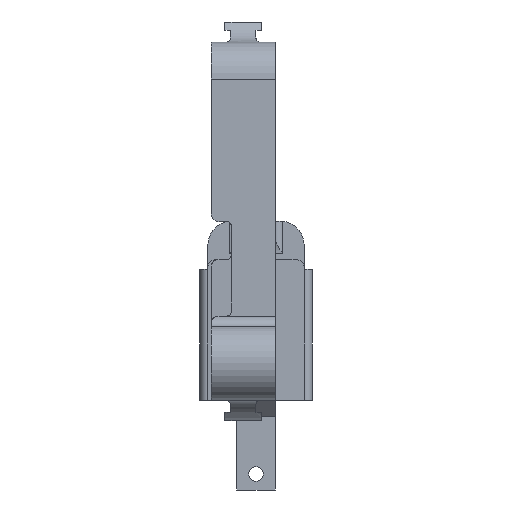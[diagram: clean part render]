
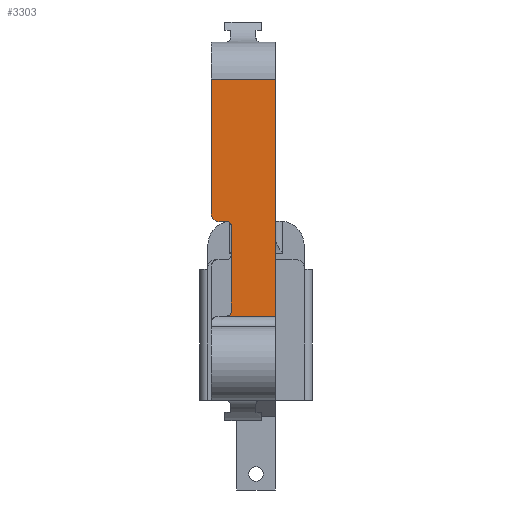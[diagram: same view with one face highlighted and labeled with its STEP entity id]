
A CAD part, left-side view. The second image highlights one B-rep face of the part: STEP entity #3303.
In plain terms, the highlighted planar face has unit normal (-1, 0, 0).
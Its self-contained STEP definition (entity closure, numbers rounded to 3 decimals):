
#169 = VERTEX_POINT ( 'NONE', #1974 ) ;
#326 = DIRECTION ( 'NONE',  ( 0., 0., 1. ) ) ;
#396 = CARTESIAN_POINT ( 'NONE',  ( -74.6, -2.4, 17.7 ) ) ;
#401 = LINE ( 'NONE', #2119, #1476 ) ;
#520 = VERTEX_POINT ( 'NONE', #6116 ) ;
#537 = CARTESIAN_POINT ( 'NONE',  ( -74.6, -2.4, 17.7 ) ) ;
#596 = AXIS2_PLACEMENT_3D ( 'NONE', #4742, #4704, #1714 ) ;
#607 = EDGE_CURVE ( 'NONE', #169, #3740, #5897, .T. ) ;
#857 = ORIENTED_EDGE ( 'NONE', *, *, #7708, .F. ) ;
#881 = DIRECTION ( 'NONE',  ( 1., 0., 0. ) ) ;
#910 = DIRECTION ( 'NONE',  ( 0., 1., 0. ) ) ;
#1181 = DIRECTION ( 'NONE',  ( 0., 0., 1. ) ) ;
#1300 = CARTESIAN_POINT ( 'NONE',  ( -74.6, 4.6, 0.95 ) ) ;
#1476 = VECTOR ( 'NONE', #7596, 1000. ) ;
#1542 = EDGE_CURVE ( 'NONE', #7486, #520, #6254, .T. ) ;
#1714 = DIRECTION ( 'NONE',  ( 0., 0., 1. ) ) ;
#1746 = CARTESIAN_POINT ( 'NONE',  ( -74.6, 5.6, 0.95 ) ) ;
#1789 = ORIENTED_EDGE ( 'NONE', *, *, #2145, .F. ) ;
#1887 = AXIS2_PLACEMENT_3D ( 'NONE', #1300, #6643, #1181 ) ;
#1974 = CARTESIAN_POINT ( 'NONE',  ( -74.6, 3.6, -0.05 ) ) ;
#2075 = DIRECTION ( 'NONE',  ( 0., 1., 0. ) ) ;
#2119 = CARTESIAN_POINT ( 'NONE',  ( -74.6, 5.6, -0.05 ) ) ;
#2143 = CARTESIAN_POINT ( 'NONE',  ( -74.6, -2.4, -11.8 ) ) ;
#2145 = EDGE_CURVE ( 'NONE', #2456, #3740, #4088, .T. ) ;
#2328 = CARTESIAN_POINT ( 'NONE',  ( -74.6, 3.6, -11.8 ) ) ;
#2456 = VERTEX_POINT ( 'NONE', #7550 ) ;
#2666 = DIRECTION ( 'NONE',  ( 0., 0., 1. ) ) ;
#2700 = DIRECTION ( 'NONE',  ( 1., 0., 0. ) ) ;
#2838 = DIRECTION ( 'NONE',  ( 0., 0., 1. ) ) ;
#2877 = AXIS2_PLACEMENT_3D ( 'NONE', #6969, #2700, #2666 ) ;
#2962 = DIRECTION ( 'NONE',  ( 0., 0., 1. ) ) ;
#2977 = FACE_OUTER_BOUND ( 'NONE', #4376, .T. ) ;
#3032 = VECTOR ( 'NONE', #910, 1000. ) ;
#3115 = EDGE_CURVE ( 'NONE', #2456, #6637, #5041, .T. ) ;
#3303 = ADVANCED_FACE ( 'NONE', ( #2977 ), #4184, .T. ) ;
#3664 = CIRCLE ( 'NONE', #1887, 1. ) ;
#3740 = VERTEX_POINT ( 'NONE', #4849 ) ;
#3892 = EDGE_CURVE ( 'NONE', #169, #4901, #401, .T. ) ;
#4088 = LINE ( 'NONE', #6515, #4388 ) ;
#4092 = LINE ( 'NONE', #7765, #5087 ) ;
#4184 = PLANE ( 'NONE',  #596 ) ;
#4376 = EDGE_LOOP ( 'NONE', ( #6389, #7644, #4463, #7308, #1789, #6314, #857, #7610, #6162 ) ) ;
#4378 = EDGE_CURVE ( 'NONE', #7486, #4901, #3664, .T. ) ;
#4388 = VECTOR ( 'NONE', #2838, 1000. ) ;
#4440 = VECTOR ( 'NONE', #2075, 1000. ) ;
#4463 = ORIENTED_EDGE ( 'NONE', *, *, #3892, .F. ) ;
#4468 = CARTESIAN_POINT ( 'NONE',  ( -74.6, 3.6, -0.55 ) ) ;
#4704 = DIRECTION ( 'NONE',  ( -1., 0., 0. ) ) ;
#4742 = CARTESIAN_POINT ( 'NONE',  ( -74.6, -2.4, -11.8 ) ) ;
#4849 = CARTESIAN_POINT ( 'NONE',  ( -74.6, 3.1, -0.55 ) ) ;
#4901 = VERTEX_POINT ( 'NONE', #7547 ) ;
#5013 = EDGE_CURVE ( 'NONE', #5769, #520, #7632, .T. ) ;
#5041 = CIRCLE ( 'NONE', #2877, 0.5 ) ;
#5087 = VECTOR ( 'NONE', #2962, 1000. ) ;
#5111 = LINE ( 'NONE', #7551, #4440 ) ;
#5769 = VERTEX_POINT ( 'NONE', #537 ) ;
#5781 = VECTOR ( 'NONE', #6893, 1000. ) ;
#5897 = CIRCLE ( 'NONE', #6912, 0.5 ) ;
#6116 = CARTESIAN_POINT ( 'NONE',  ( -74.6, 5.6, 17.7 ) ) ;
#6162 = ORIENTED_EDGE ( 'NONE', *, *, #5013, .T. ) ;
#6254 = LINE ( 'NONE', #7509, #5781 ) ;
#6314 = ORIENTED_EDGE ( 'NONE', *, *, #3115, .T. ) ;
#6389 = ORIENTED_EDGE ( 'NONE', *, *, #1542, .F. ) ;
#6515 = CARTESIAN_POINT ( 'NONE',  ( -74.6, 3.1, -11.8 ) ) ;
#6637 = VERTEX_POINT ( 'NONE', #2328 ) ;
#6643 = DIRECTION ( 'NONE',  ( -1., 0., 0. ) ) ;
#6893 = DIRECTION ( 'NONE',  ( 0., 0., 1. ) ) ;
#6912 = AXIS2_PLACEMENT_3D ( 'NONE', #4468, #881, #326 ) ;
#6969 = CARTESIAN_POINT ( 'NONE',  ( -74.6, 3.6, -11.3 ) ) ;
#7308 = ORIENTED_EDGE ( 'NONE', *, *, #607, .T. ) ;
#7383 = VERTEX_POINT ( 'NONE', #2143 ) ;
#7486 = VERTEX_POINT ( 'NONE', #1746 ) ;
#7509 = CARTESIAN_POINT ( 'NONE',  ( -74.6, 5.6, -11.8 ) ) ;
#7547 = CARTESIAN_POINT ( 'NONE',  ( -74.6, 4.6, -0.05 ) ) ;
#7550 = CARTESIAN_POINT ( 'NONE',  ( -74.6, 3.1, -11.3 ) ) ;
#7551 = CARTESIAN_POINT ( 'NONE',  ( -74.6, -2.4, -11.8 ) ) ;
#7582 = EDGE_CURVE ( 'NONE', #7383, #5769, #4092, .T. ) ;
#7596 = DIRECTION ( 'NONE',  ( 0., 1., 0. ) ) ;
#7610 = ORIENTED_EDGE ( 'NONE', *, *, #7582, .T. ) ;
#7632 = LINE ( 'NONE', #396, #3032 ) ;
#7644 = ORIENTED_EDGE ( 'NONE', *, *, #4378, .T. ) ;
#7708 = EDGE_CURVE ( 'NONE', #7383, #6637, #5111, .T. ) ;
#7765 = CARTESIAN_POINT ( 'NONE',  ( -74.6, -2.4, -11.8 ) ) ;
